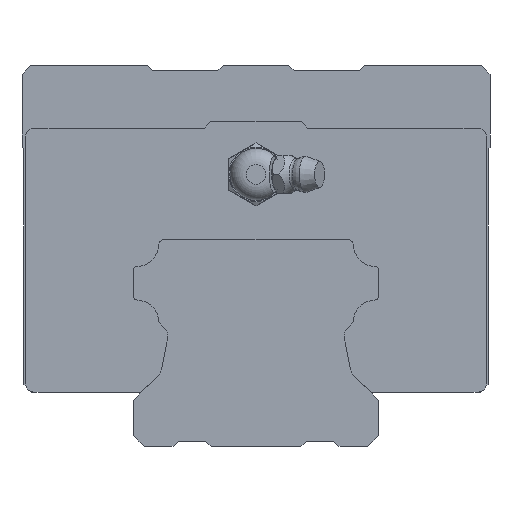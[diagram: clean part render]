
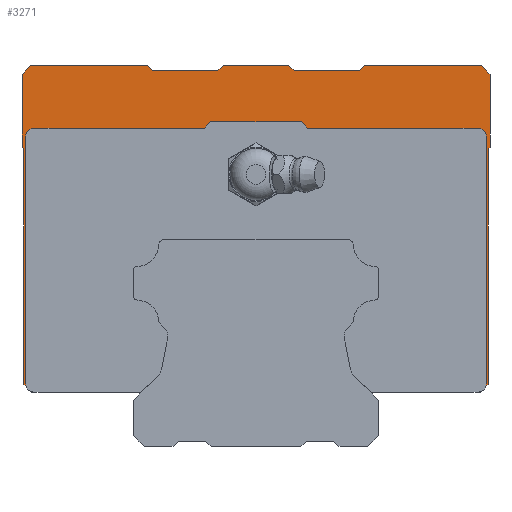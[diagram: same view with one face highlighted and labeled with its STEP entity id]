
A CAD part, front view. The second image highlights one B-rep face of the part: STEP entity #3271.
In plain terms, the highlighted planar face has unit normal (0, -1, 0).
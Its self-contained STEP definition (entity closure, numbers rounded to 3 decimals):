
#255=LINE('',#6107,#519);
#259=LINE('',#6119,#523);
#262=LINE('',#6125,#526);
#265=LINE('',#6131,#529);
#268=LINE('',#6137,#532);
#271=LINE('',#6143,#535);
#275=LINE('',#6157,#539);
#304=LINE('',#6236,#568);
#308=LINE('',#6244,#572);
#311=LINE('',#6250,#575);
#314=LINE('',#6256,#578);
#317=LINE('',#6266,#581);
#320=LINE('',#6272,#584);
#323=LINE('',#6278,#587);
#326=LINE('',#6284,#590);
#329=LINE('',#6290,#593);
#332=LINE('',#6296,#596);
#335=LINE('',#6302,#599);
#338=LINE('',#6308,#602);
#341=LINE('',#6318,#605);
#344=LINE('',#6324,#608);
#347=LINE('',#6330,#611);
#350=LINE('',#6336,#614);
#353=LINE('',#6342,#617);
#354=LINE('',#6344,#618);
#355=LINE('',#6345,#619);
#519=VECTOR('',#5020,1000.);
#523=VECTOR('',#5032,1000.);
#526=VECTOR('',#5037,1000.);
#529=VECTOR('',#5042,1000.);
#532=VECTOR('',#5047,1000.);
#535=VECTOR('',#5052,1000.);
#539=VECTOR('',#5066,1000.);
#568=VECTOR('',#5141,1000.);
#572=VECTOR('',#5147,1000.);
#575=VECTOR('',#5152,1000.);
#578=VECTOR('',#5157,1000.);
#581=VECTOR('',#5166,1000.);
#584=VECTOR('',#5171,1000.);
#587=VECTOR('',#5176,1000.);
#590=VECTOR('',#5181,1000.);
#593=VECTOR('',#5186,1000.);
#596=VECTOR('',#5191,1000.);
#599=VECTOR('',#5196,1000.);
#602=VECTOR('',#5201,1000.);
#605=VECTOR('',#5210,1000.);
#608=VECTOR('',#5215,1000.);
#611=VECTOR('',#5220,1000.);
#614=VECTOR('',#5225,1000.);
#617=VECTOR('',#5230,1000.);
#618=VECTOR('',#5233,1000.);
#619=VECTOR('',#5234,1000.);
#721=PLANE('',#4320);
#1525=ORIENTED_EDGE('',*,*,#1933,.F.);
#1526=ORIENTED_EDGE('',*,*,#2055,.F.);
#1527=ORIENTED_EDGE('',*,*,#2001,.F.);
#1528=ORIENTED_EDGE('',*,*,#2005,.F.);
#1529=ORIENTED_EDGE('',*,*,#2008,.F.);
#1530=ORIENTED_EDGE('',*,*,#2011,.F.);
#1531=ORIENTED_EDGE('',*,*,#2016,.F.);
#1532=ORIENTED_EDGE('',*,*,#2019,.F.);
#1533=ORIENTED_EDGE('',*,*,#2022,.F.);
#1534=ORIENTED_EDGE('',*,*,#2025,.F.);
#1535=ORIENTED_EDGE('',*,*,#2028,.F.);
#1536=ORIENTED_EDGE('',*,*,#2031,.F.);
#1537=ORIENTED_EDGE('',*,*,#2034,.F.);
#1538=ORIENTED_EDGE('',*,*,#2037,.F.);
#1539=ORIENTED_EDGE('',*,*,#2042,.F.);
#1540=ORIENTED_EDGE('',*,*,#2045,.F.);
#1541=ORIENTED_EDGE('',*,*,#2048,.F.);
#1542=ORIENTED_EDGE('',*,*,#2051,.F.);
#1543=ORIENTED_EDGE('',*,*,#2054,.F.);
#1544=ORIENTED_EDGE('',*,*,#2056,.F.);
#1545=ORIENTED_EDGE('',*,*,#1966,.F.);
#1546=ORIENTED_EDGE('',*,*,#1962,.F.);
#1547=ORIENTED_EDGE('',*,*,#1958,.F.);
#1548=ORIENTED_EDGE('',*,*,#1955,.F.);
#1549=ORIENTED_EDGE('',*,*,#1952,.F.);
#1550=ORIENTED_EDGE('',*,*,#1949,.F.);
#1551=ORIENTED_EDGE('',*,*,#1946,.F.);
#1552=ORIENTED_EDGE('',*,*,#1943,.F.);
#1553=ORIENTED_EDGE('',*,*,#1940,.F.);
#1554=ORIENTED_EDGE('',*,*,#1937,.F.);
#1933=EDGE_CURVE('',#2287,#2288,#2502,.F.);
#1937=EDGE_CURVE('',#2288,#2291,#255,.T.);
#1940=EDGE_CURVE('',#2291,#2293,#2505,.F.);
#1943=EDGE_CURVE('',#2293,#2295,#259,.T.);
#1946=EDGE_CURVE('',#2295,#2297,#262,.T.);
#1949=EDGE_CURVE('',#2297,#2299,#265,.T.);
#1952=EDGE_CURVE('',#2299,#2301,#268,.T.);
#1955=EDGE_CURVE('',#2301,#2303,#271,.T.);
#1958=EDGE_CURVE('',#2303,#2305,#2507,.F.);
#1962=EDGE_CURVE('',#2305,#2308,#275,.T.);
#1966=EDGE_CURVE('',#2308,#2310,#2511,.F.);
#2001=EDGE_CURVE('',#2334,#2335,#304,.T.);
#2005=EDGE_CURVE('',#2337,#2334,#308,.T.);
#2008=EDGE_CURVE('',#2339,#2337,#311,.T.);
#2011=EDGE_CURVE('',#2341,#2339,#314,.T.);
#2016=EDGE_CURVE('',#2345,#2341,#317,.T.);
#2019=EDGE_CURVE('',#2347,#2345,#320,.T.);
#2022=EDGE_CURVE('',#2349,#2347,#323,.T.);
#2025=EDGE_CURVE('',#2351,#2349,#326,.T.);
#2028=EDGE_CURVE('',#2353,#2351,#329,.T.);
#2031=EDGE_CURVE('',#2355,#2353,#332,.T.);
#2034=EDGE_CURVE('',#2357,#2355,#335,.T.);
#2037=EDGE_CURVE('',#2359,#2357,#338,.T.);
#2042=EDGE_CURVE('',#2363,#2359,#341,.T.);
#2045=EDGE_CURVE('',#2365,#2363,#344,.T.);
#2048=EDGE_CURVE('',#2367,#2365,#347,.T.);
#2051=EDGE_CURVE('',#2369,#2367,#350,.T.);
#2054=EDGE_CURVE('',#2371,#2369,#353,.T.);
#2055=EDGE_CURVE('',#2335,#2287,#354,.T.);
#2056=EDGE_CURVE('',#2310,#2371,#355,.T.);
#2287=VERTEX_POINT('',#6098);
#2288=VERTEX_POINT('',#6100);
#2291=VERTEX_POINT('',#6108);
#2293=VERTEX_POINT('',#6114);
#2295=VERTEX_POINT('',#6120);
#2297=VERTEX_POINT('',#6126);
#2299=VERTEX_POINT('',#6132);
#2301=VERTEX_POINT('',#6138);
#2303=VERTEX_POINT('',#6144);
#2305=VERTEX_POINT('',#6150);
#2308=VERTEX_POINT('',#6158);
#2310=VERTEX_POINT('',#6165);
#2334=VERTEX_POINT('',#6235);
#2335=VERTEX_POINT('',#6237);
#2337=VERTEX_POINT('',#6243);
#2339=VERTEX_POINT('',#6249);
#2341=VERTEX_POINT('',#6255);
#2345=VERTEX_POINT('',#6265);
#2347=VERTEX_POINT('',#6271);
#2349=VERTEX_POINT('',#6277);
#2351=VERTEX_POINT('',#6283);
#2353=VERTEX_POINT('',#6289);
#2355=VERTEX_POINT('',#6295);
#2357=VERTEX_POINT('',#6301);
#2359=VERTEX_POINT('',#6307);
#2363=VERTEX_POINT('',#6317);
#2365=VERTEX_POINT('',#6323);
#2367=VERTEX_POINT('',#6329);
#2369=VERTEX_POINT('',#6335);
#2371=VERTEX_POINT('',#6341);
#2502=CIRCLE('',#4260,1.5);
#2505=CIRCLE('',#4265,1.5);
#2507=CIRCLE('',#4273,1.5);
#2511=CIRCLE('',#4279,1.5);
#2753=EDGE_LOOP('',(#1525,#1526,#1527,#1528,#1529,#1530,#1531,#1532,#1533,
#1534,#1535,#1536,#1537,#1538,#1539,#1540,#1541,#1542,#1543,#1544,#1545,
#1546,#1547,#1548,#1549,#1550,#1551,#1552,#1553,#1554));
#3006=FACE_BOUND('',#2753,.T.);
#3271=ADVANCED_FACE('',(#3006),#721,.F.);
#4260=AXIS2_PLACEMENT_3D('',#6099,#5011,#5012);
#4265=AXIS2_PLACEMENT_3D('',#6113,#5025,#5026);
#4273=AXIS2_PLACEMENT_3D('',#6149,#5057,#5058);
#4279=AXIS2_PLACEMENT_3D('',#6164,#5073,#5074);
#4320=AXIS2_PLACEMENT_3D('',#6343,#5231,#5232);
#5011=DIRECTION('',(0.,1.,0.));
#5012=DIRECTION('',(0.,0.,1.));
#5020=DIRECTION('',(0.,0.,1.));
#5025=DIRECTION('',(0.,1.,0.));
#5026=DIRECTION('',(0.,0.,1.));
#5032=DIRECTION('',(-1.,0.,0.));
#5037=DIRECTION('',(-0.707,0.,0.707));
#5042=DIRECTION('',(-1.,0.,0.));
#5047=DIRECTION('',(-0.707,0.,-0.707));
#5052=DIRECTION('',(-1.,0.,0.));
#5057=DIRECTION('',(0.,1.,0.));
#5058=DIRECTION('',(0.,0.,1.));
#5066=DIRECTION('',(0.,0.,-1.));
#5073=DIRECTION('',(0.,1.,0.));
#5074=DIRECTION('',(0.,0.,1.));
#5141=DIRECTION('',(0.,0.,-1.));
#5147=DIRECTION('',(-0.707,0.,-0.707));
#5152=DIRECTION('',(0.,0.,-1.));
#5157=DIRECTION('',(0.707,0.,-0.707));
#5166=DIRECTION('',(1.,0.,0.));
#5171=DIRECTION('',(0.707,0.,0.707));
#5176=DIRECTION('',(1.,0.,0.));
#5181=DIRECTION('',(0.707,0.,-0.707));
#5186=DIRECTION('',(1.,0.,0.));
#5191=DIRECTION('',(0.707,0.,0.707));
#5196=DIRECTION('',(1.,0.,0.));
#5201=DIRECTION('',(0.707,0.,-0.707));
#5210=DIRECTION('',(1.,0.,0.));
#5215=DIRECTION('',(0.707,0.,0.707));
#5220=DIRECTION('',(0.,0.,1.));
#5225=DIRECTION('',(-0.707,0.,0.707));
#5230=DIRECTION('',(0.,0.,1.));
#5231=DIRECTION('',(0.,1.,0.));
#5232=DIRECTION('',(0.,0.,1.));
#5233=DIRECTION('',(-0.707,0.,-0.707));
#5234=DIRECTION('',(-0.707,0.,0.707));
#6098=CARTESIAN_POINT('',(42.154,-66.85,10.854));
#6099=CARTESIAN_POINT('',(40.8,-66.85,11.5));
#6100=CARTESIAN_POINT('',(42.3,-66.85,11.5));
#6107=CARTESIAN_POINT('',(42.3,-66.85,14.486));
#6108=CARTESIAN_POINT('',(42.3,-66.85,57.));
#6113=CARTESIAN_POINT('',(40.8,-66.85,57.));
#6114=CARTESIAN_POINT('',(40.8,-66.85,58.5));
#6119=CARTESIAN_POINT('',(19.342,-66.85,58.5));
#6120=CARTESIAN_POINT('',(9.5,-66.85,58.5));
#6125=CARTESIAN_POINT('',(36.428,-66.85,31.572));
#6126=CARTESIAN_POINT('',(8.3,-66.85,59.7));
#6131=CARTESIAN_POINT('',(19.342,-66.85,59.7));
#6132=CARTESIAN_POINT('',(-8.3,-66.85,59.7));
#6137=CARTESIAN_POINT('',(-17.086,-66.85,50.914));
#6138=CARTESIAN_POINT('',(-9.5,-66.85,58.5));
#6143=CARTESIAN_POINT('',(19.342,-66.85,58.5));
#6144=CARTESIAN_POINT('',(-40.8,-66.85,58.5));
#6149=CARTESIAN_POINT('',(-40.8,-66.85,57.));
#6150=CARTESIAN_POINT('',(-42.3,-66.85,57.));
#6157=CARTESIAN_POINT('',(-42.3,-66.85,14.486));
#6158=CARTESIAN_POINT('',(-42.3,-66.85,11.5));
#6164=CARTESIAN_POINT('',(-40.8,-66.85,11.5));
#6165=CARTESIAN_POINT('',(-42.154,-66.85,10.854));
#6235=CARTESIAN_POINT('',(42.7,-66.85,54.7));
#6236=CARTESIAN_POINT('',(42.7,-66.85,11.4));
#6237=CARTESIAN_POINT('',(42.7,-66.85,11.4));
#6243=CARTESIAN_POINT('',(43.,-66.85,55.));
#6244=CARTESIAN_POINT('',(42.7,-66.85,54.7));
#6249=CARTESIAN_POINT('',(43.,-66.85,68.4));
#6250=CARTESIAN_POINT('',(43.,-66.85,68.4));
#6255=CARTESIAN_POINT('',(41.4,-66.85,70.));
#6256=CARTESIAN_POINT('',(43.,-66.85,68.4));
#6265=CARTESIAN_POINT('',(20.,-66.85,70.));
#6266=CARTESIAN_POINT('',(20.,-66.85,70.));
#6271=CARTESIAN_POINT('',(19.,-66.85,69.));
#6272=CARTESIAN_POINT('',(20.,-66.85,70.));
#6277=CARTESIAN_POINT('',(7.,-66.85,69.));
#6278=CARTESIAN_POINT('',(19.,-66.85,69.));
#6283=CARTESIAN_POINT('',(6.,-66.85,70.));
#6284=CARTESIAN_POINT('',(7.,-66.85,69.));
#6289=CARTESIAN_POINT('',(-6.,-66.85,70.));
#6290=CARTESIAN_POINT('',(6.,-66.85,70.));
#6295=CARTESIAN_POINT('',(-7.,-66.85,69.));
#6296=CARTESIAN_POINT('',(-6.,-66.85,70.));
#6301=CARTESIAN_POINT('',(-19.,-66.85,69.));
#6302=CARTESIAN_POINT('',(-19.,-66.85,69.));
#6307=CARTESIAN_POINT('',(-20.,-66.85,70.));
#6308=CARTESIAN_POINT('',(-19.,-66.85,69.));
#6317=CARTESIAN_POINT('',(-41.4,-66.85,70.));
#6318=CARTESIAN_POINT('',(-41.4,-66.85,70.));
#6323=CARTESIAN_POINT('',(-43.,-66.85,68.4));
#6324=CARTESIAN_POINT('',(-41.4,-66.85,70.));
#6329=CARTESIAN_POINT('',(-43.,-66.85,55.));
#6330=CARTESIAN_POINT('',(-43.,-66.85,55.));
#6335=CARTESIAN_POINT('',(-42.7,-66.85,54.7));
#6336=CARTESIAN_POINT('',(-43.,-66.85,55.));
#6341=CARTESIAN_POINT('',(-42.7,-66.85,11.4));
#6342=CARTESIAN_POINT('',(-42.7,-66.85,11.4));
#6343=CARTESIAN_POINT('',(19.342,-66.85,14.486));
#6344=CARTESIAN_POINT('',(41.3,-66.85,10.));
#6345=CARTESIAN_POINT('',(-42.7,-66.85,11.4));
